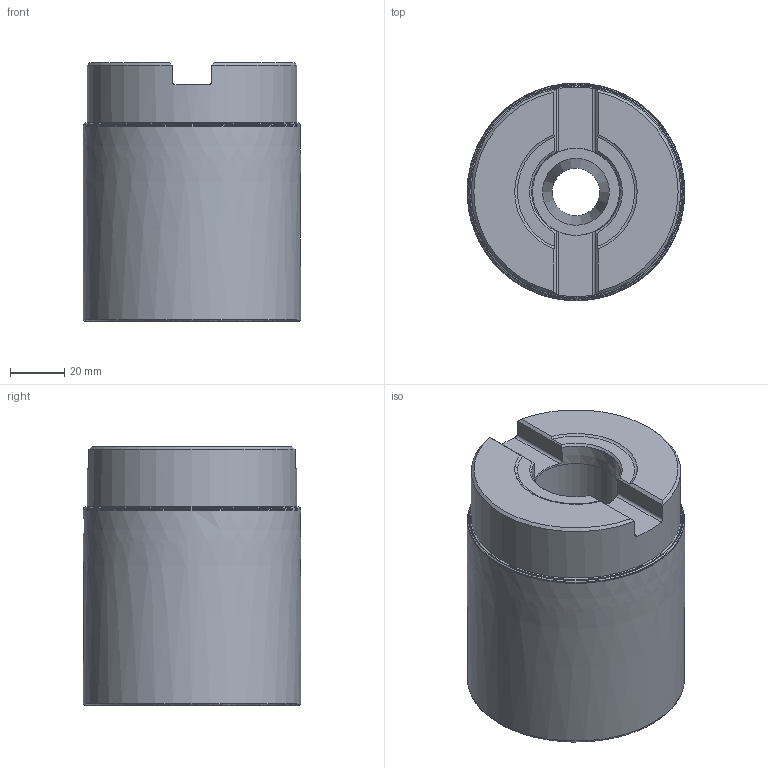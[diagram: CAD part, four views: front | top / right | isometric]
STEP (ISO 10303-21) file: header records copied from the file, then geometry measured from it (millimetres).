
FILE_DESCRIPTION(/* description */ (''),/* implementation_level */ '2;1');
FILE_NAME(/* name */ 'R220.69-0080-071-XO16.6A_Basic.stp',/* time_stamp */ '2021-05-06T12:56:54+05:00',/* author */ (''),/* organization */ (''),/* preprocessor_version */ 'ST-DEVELOPER v16.7',/* originating_system */ 'SIEMENS PLM Software NX 12.0',/* authorisation */ '');
FILE_SCHEMA (('AUTOMOTIVE_DESIGN { 1 0 10303 214 3 1 1 1 }'));
Length unit declared in the file: millimetre
Products named in the file (4): CUT; NOCUT; ASSEMBLY_CONSTRUCTION; inpu43202796mwvc
Assembly tree (3 placements, depth 2):
  inpu43202796mwvc
    ASSEMBLY_CONSTRUCTION
    NOCUT
    CUT
Bounding box: 79.79 x 79.81 x 95 mm (x, y, z)
Volume: 532019.7 mm3; surface area: 75102.3 mm2
Topology: 2 solids, 2 shells, 87 faces, 211 edges, 171 vertices
Faces by surface type: revolution 33, plane 17, cone 17, torus 13, cylinder 7
Full cylindrical faces by diameter (mm): 32.008 x1, 34 x1, 77 x1
Entity records: 3314 total; most frequent: CARTESIAN_POINT 1066, DIRECTION 415, ORIENTED_EDGE 260, AXIS2_PLACEMENT_3D 179, EDGE_LOOP 150, EDGE_CURVE 130, FACE_BOUND 126, VERTEX_POINT 106
